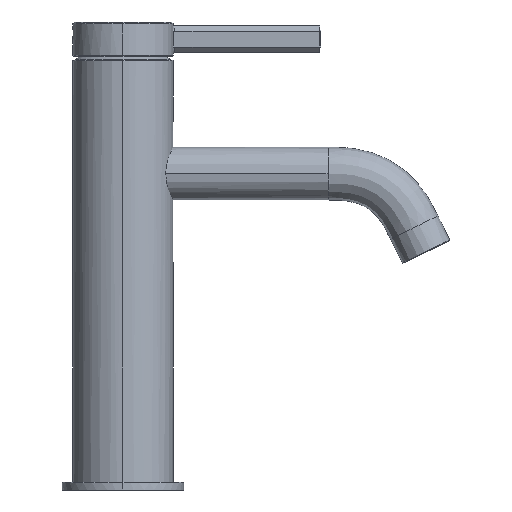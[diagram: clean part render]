
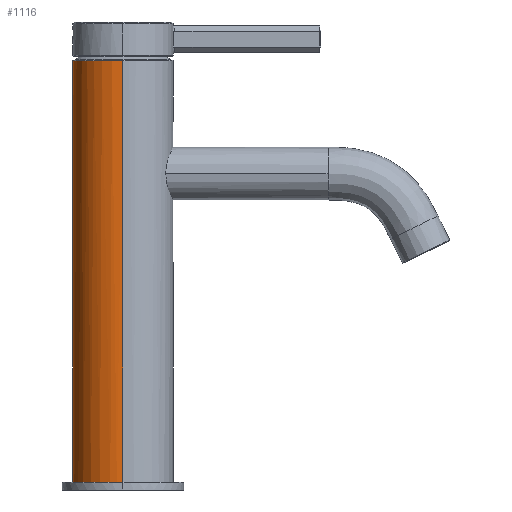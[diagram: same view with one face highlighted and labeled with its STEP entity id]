
A CAD part, left-side view. The second image highlights one B-rep face of the part: STEP entity #1116.
In plain terms, the highlighted cylindrical face has radius 19 mm (diameter 38 mm), a partial arc.
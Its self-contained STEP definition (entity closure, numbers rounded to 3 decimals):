
#1116=ADVANCED_FACE('',(#2414),#19928,.T.);
#2414=FACE_OUTER_BOUND('',#3743,.T.);
#3743=EDGE_LOOP('',(#8991,#8992,#8993,#8994));
#8991=ORIENTED_EDGE('',*,*,#13200,.F.);
#8992=ORIENTED_EDGE('',*,*,#13325,.T.);
#8993=ORIENTED_EDGE('',*,*,#13202,.F.);
#8994=ORIENTED_EDGE('',*,*,#13203,.T.);
#13200=EDGE_CURVE('',#18824,#18918,#15335,.T.);
#13202=EDGE_CURVE('',#18919,#18821,#15336,.T.);
#13203=EDGE_CURVE('',#18919,#18918,#16945,.T.);
#13325=EDGE_CURVE('',#18824,#18821,#17022,.T.);
#15335=B_SPLINE_CURVE_WITH_KNOTS('',1,(#66087,#66088),.UNSPECIFIED.,.F.,
 .F.,(2,2),(0.,159.8),.UNSPECIFIED.);
#15336=B_SPLINE_CURVE_WITH_KNOTS('',1,(#66094,#66095),.UNSPECIFIED.,.F.,
 .F.,(2,2),(0.,159.8),.UNSPECIFIED.);
#16945=(
BOUNDED_CURVE()
B_SPLINE_CURVE(2,(#66096,#66097,#66098,#66099,#66100),.UNSPECIFIED.,.F.,
 .F.)
B_SPLINE_CURVE_WITH_KNOTS((3,2,3),(0.,29.845,59.69),
 .UNSPECIFIED.)
CURVE()
GEOMETRIC_REPRESENTATION_ITEM()
RATIONAL_B_SPLINE_CURVE((1.,0.707,1.,0.707,1.))
REPRESENTATION_ITEM('')
);
#17022=(
BOUNDED_CURVE()
B_SPLINE_CURVE(2,(#66682,#66683,#66684,#66685,#66686),.UNSPECIFIED.,.F.,
 .F.)
B_SPLINE_CURVE_WITH_KNOTS((3,2,3),(59.062,88.593,118.124),
 .UNSPECIFIED.)
CURVE()
GEOMETRIC_REPRESENTATION_ITEM()
RATIONAL_B_SPLINE_CURVE((1.,0.707,1.,0.707,1.))
REPRESENTATION_ITEM('')
);
#18821=VERTEX_POINT('',#65380);
#18824=VERTEX_POINT('',#65383);
#18918=VERTEX_POINT('',#65477);
#18919=VERTEX_POINT('',#65478);
#19928=CYLINDRICAL_SURFACE('',#22520,19.);
#22520=AXIS2_PLACEMENT_3D('',#63688,#23188,$);
#23188=DIRECTION('',(0.,-1.,0.));
#63688=CARTESIAN_POINT('',(0.,79.9,0.));
#65380=CARTESIAN_POINT('',(0.,159.8,-19.));
#65383=CARTESIAN_POINT('',(0.,159.8,19.));
#65477=CARTESIAN_POINT('',(0.,0.,19.));
#65478=CARTESIAN_POINT('',(0.,0.,-19.));
#66087=CARTESIAN_POINT('',(0.,159.8,19.));
#66088=CARTESIAN_POINT('',(0.,0.,19.));
#66094=CARTESIAN_POINT('',(0.,0.,-19.));
#66095=CARTESIAN_POINT('',(0.,159.8,-19.));
#66096=CARTESIAN_POINT('',(0.,0.,-19.));
#66097=CARTESIAN_POINT('',(-19.,0.,-19.));
#66098=CARTESIAN_POINT('',(-19.,0.,0.));
#66099=CARTESIAN_POINT('',(-19.,0.,19.));
#66100=CARTESIAN_POINT('',(0.,0.,19.));
#66682=CARTESIAN_POINT('',(0.,159.8,19.));
#66683=CARTESIAN_POINT('',(-19.,159.8,19.));
#66684=CARTESIAN_POINT('',(-19.,159.8,0.));
#66685=CARTESIAN_POINT('',(-19.,159.8,-19.));
#66686=CARTESIAN_POINT('',(0.,159.8,-19.));
